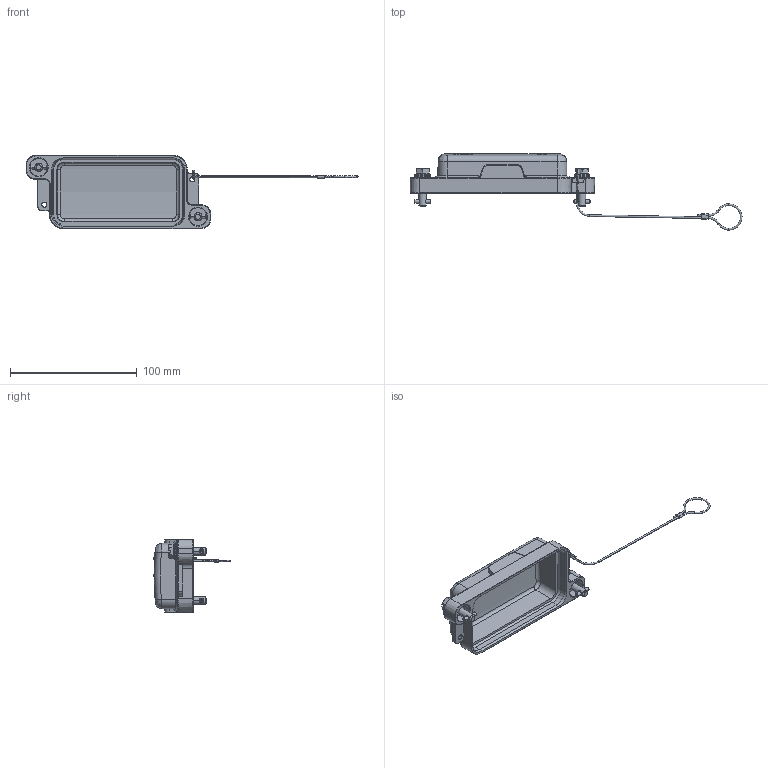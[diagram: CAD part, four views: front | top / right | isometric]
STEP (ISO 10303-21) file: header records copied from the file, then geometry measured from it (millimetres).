
FILE_DESCRIPTION(/* description */ (''),/* implementation_level */ '2;1');
FILE_NAME(/* name */ '3D_1136100408103_HP10B_H-MCV-2T_V1.1.STP',/* time_stamp */ '2024-01-11T14:50:40+08:00',/* author */ (''),/* organization */ (''),/* preprocessor_version */ 'ST-DEVELOPER v18.1',/* originating_system */ 'SIEMENS PLM Software NX 1980',/* authorisation */ '');
FILE_SCHEMA (('AP203_CONFIGURATION_CONTROLLED_3D_DESIGN_OF_MECHANICAL_PARTS_AND_ASSEMBLIES_MIM_LF { 1 0 10303 403 2 1 2}'));
Length unit declared in the file: millimetre
Products named in the file (1): temp1
Bounding box: 262.47 x 60.26 x 57.99 mm (x, y, z)
Volume: 48929.4 mm3; surface area: 35415.4 mm2
Topology: 1 solids, 5 shells, 667 faces, 1772 edges, 1134 vertices
Faces by surface type: plane 265, cylinder 175, cone 81, bspline 74, torus 64, sphere 8
Entity records: 28450 total; most frequent: CARTESIAN_POINT 13385, ORIENTED_EDGE 3544, DIRECTION 2487, EDGE_CURVE 1772, VERTEX_POINT 1134, AXIS2_PLACEMENT_3D 925, B_SPLINE_CURVE_WITH_KNOTS 792, EDGE_LOOP 704
